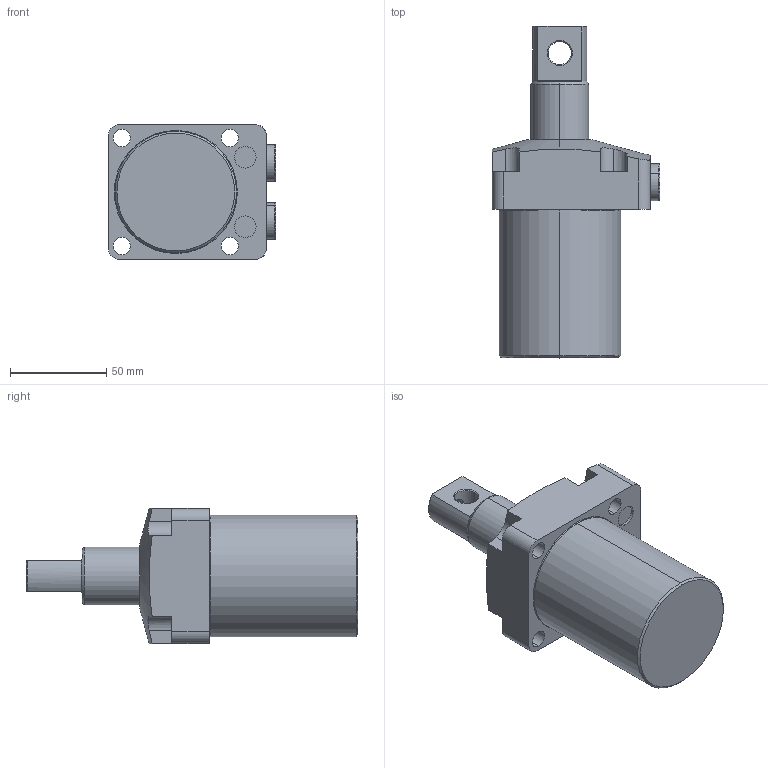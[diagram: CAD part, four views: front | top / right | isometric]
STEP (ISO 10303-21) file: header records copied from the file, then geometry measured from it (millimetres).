
FILE_DESCRIPTION (( 'STEP AP203' ), '1' );
FILE_NAME ('HCTU10-P.STEP', '2019-10-14T05:58:53', ( '微软用户' ), ( '微软中国' ), 'SwSTEP 2.0', 'SolidWorks 2012', '' );
FILE_SCHEMA (( 'CONFIG_CONTROL_DESIGN' ));
Length unit declared in the file: millimetre
Products named in the file (4): HCTU10-P掛极_______; HCTU10-P活塞杆_______; HCTU10-P黑芛_______; HCTU10-P
Assembly tree (4 placements, depth 2):
  HCTU10-P
    HCTU10-P掛极_______
    HCTU10-P活塞杆_______
    HCTU10-P黑芛_______  x2
Bounding box: 86.8 x 172 x 70 mm (x, y, z)
Volume: 425754.8 mm3; surface area: 51598 mm2
Topology: 4 solids, 4 shells, 145 faces, 337 edges, 214 vertices
Faces by surface type: cylinder 59, plane 54, cone 26, torus 6
Entity records: 4326 total; most frequent: CARTESIAN_POINT 981, DIRECTION 637, ORIENTED_EDGE 582, EDGE_CURVE 291, AXIS2_PLACEMENT_3D 253, VERTEX_POINT 186, EDGE_LOOP 147, VECTOR 131
